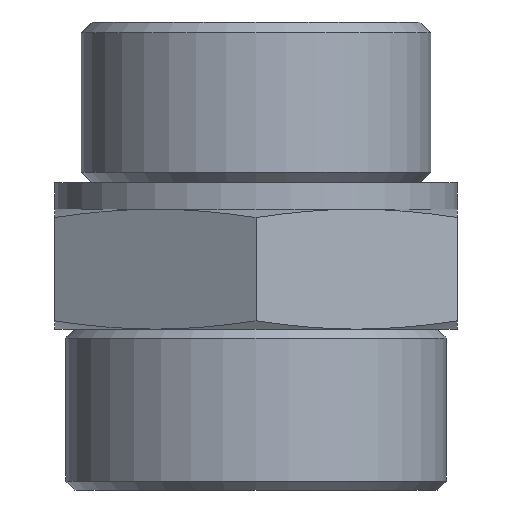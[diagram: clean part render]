
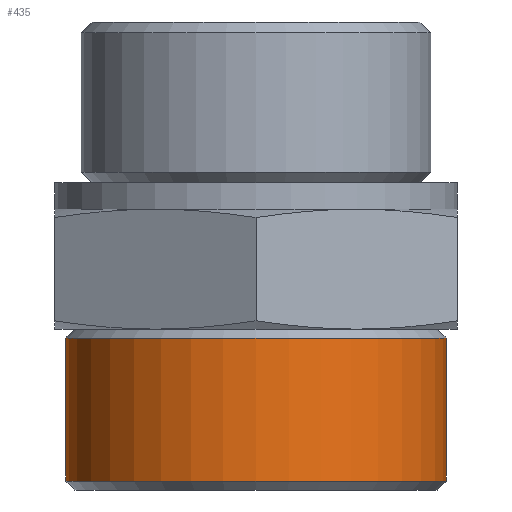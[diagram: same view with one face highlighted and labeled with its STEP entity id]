
A CAD part, front view. The second image highlights one B-rep face of the part: STEP entity #435.
In plain terms, the highlighted cylindrical face has radius 26 mm (diameter 52 mm), a full revolution.
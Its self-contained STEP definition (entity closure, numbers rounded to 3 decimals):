
#34=CYLINDRICAL_SURFACE('',#500,26.);
#66=CIRCLE('',#499,26.);
#67=CIRCLE('',#501,26.);
#120=ORIENTED_EDGE('',*,*,#225,.T.);
#121=ORIENTED_EDGE('',*,*,#224,.F.);
#224=EDGE_CURVE('',#272,#272,#66,.T.);
#225=EDGE_CURVE('',#273,#273,#67,.T.);
#272=VERTEX_POINT('',#796);
#273=VERTEX_POINT('',#799);
#330=EDGE_LOOP('',(#120));
#331=EDGE_LOOP('',(#121));
#378=FACE_BOUND('',#330,.T.);
#379=FACE_BOUND('',#331,.T.);
#435=ADVANCED_FACE('',(#378,#379),#34,.T.);
#499=AXIS2_PLACEMENT_3D('',#795,#596,#597);
#500=AXIS2_PLACEMENT_3D('',#797,#598,#599);
#501=AXIS2_PLACEMENT_3D('',#798,#600,#601);
#596=DIRECTION('',(0.,0.,-1.));
#597=DIRECTION('',(-1.,0.,0.));
#598=DIRECTION('',(0.,0.,-1.));
#599=DIRECTION('',(-1.,0.,0.));
#600=DIRECTION('',(0.,0.,-1.));
#601=DIRECTION('',(-1.,0.,0.));
#795=CARTESIAN_POINT('',(0.,0.,-40.773));
#796=CARTESIAN_POINT('',(-26.,0.,-40.773));
#797=CARTESIAN_POINT('',(0.,0.,-42.));
#798=CARTESIAN_POINT('',(0.,0.,-21.227));
#799=CARTESIAN_POINT('',(-26.,0.,-21.227));
